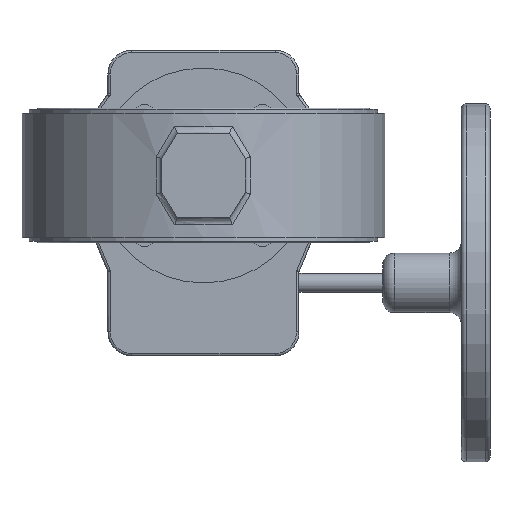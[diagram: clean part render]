
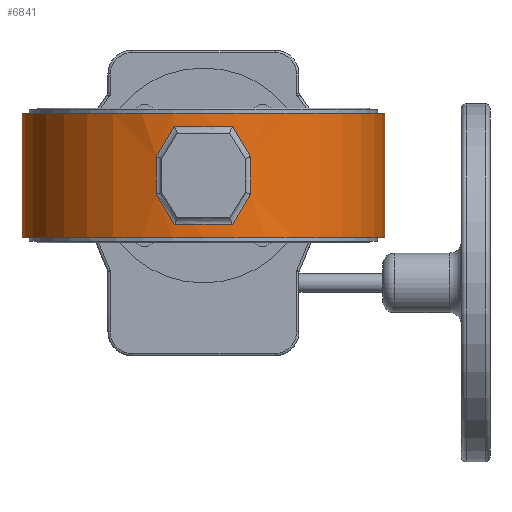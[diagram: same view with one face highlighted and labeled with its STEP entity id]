
A CAD part, front view. The second image highlights one B-rep face of the part: STEP entity #6841.
In plain terms, the highlighted cylindrical face has radius 76 mm (diameter 152 mm), a partial arc.
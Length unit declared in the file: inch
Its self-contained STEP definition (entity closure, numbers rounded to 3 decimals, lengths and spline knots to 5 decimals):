
#250 = CARTESIAN_POINT ( 'NONE',  ( 2.19493, 0.54345, 4.09606 ) ) ;
#254 = EDGE_CURVE ( 'NONE', #15983, #23739, #7818, .T. ) ;
#354 = CARTESIAN_POINT ( 'NONE',  ( -0.11853, 3.45935, 2.59965 ) ) ;
#857 = EDGE_CURVE ( 'NONE', #20387, #6859, #18673, .T. ) ;
#870 = VERTEX_POINT ( 'NONE', #9223 ) ;
#1000 = ORIENTED_EDGE ( 'NONE', *, *, #19151, .T. ) ;
#1209 = AXIS2_PLACEMENT_3D ( 'NONE', #18384, #2066, #12556 ) ;
#1324 = DIRECTION ( 'NONE',  ( -1., 0., 0. ) ) ;
#1587 = DIRECTION ( 'NONE',  ( 0., 0., -1. ) ) ;
#1808 = CARTESIAN_POINT ( 'NONE',  ( -0.11853, 3.45935, 4.64626 ) ) ;
#1879 = CARTESIAN_POINT ( 'NONE',  ( 2.09716, 0.56972, 3.31402 ) ) ;
#1916 = CARTESIAN_POINT ( 'NONE',  ( 2.2939, 0.52218, 4.26225 ) ) ;
#1933 = DIRECTION ( 'NONE',  ( 0., 0., 1. ) ) ;
#2066 = DIRECTION ( 'NONE',  ( 0., 0., -1. ) ) ;
#2590 = EDGE_CURVE ( 'NONE', #17063, #10503, #20328, .T. ) ;
#3311 = DIRECTION ( 'NONE',  ( -1., 0., 0. ) ) ;
#3572 = VECTOR ( 'NONE', #4783, 39.37008 ) ;
#3740 = EDGE_CURVE ( 'NONE', #12659, #17063, #13592, .T. ) ;
#3862 = VERTEX_POINT ( 'NONE', #10820 ) ;
#4559 = CIRCLE ( 'NONE', #5713, 2.99213 ) ;
#4704 = CIRCLE ( 'NONE', #10076, 2.99213 ) ;
#4783 = DIRECTION ( 'NONE',  ( 0., 0., -1. ) ) ;
#4956 = CARTESIAN_POINT ( 'NONE',  ( 3.55226, 0.54345, 4.09606 ) ) ;
#5317 = CARTESIAN_POINT ( 'NONE',  ( 2.8736, 3.45935, 4.64626 ) ) ;
#5358 =( BOUNDED_CURVE ( )  B_SPLINE_CURVE ( 3, ( #12377, #14533, #23414, #17884 ),
 .UNSPECIFIED., .F., .T. ) 
 B_SPLINE_CURVE_WITH_KNOTS ( ( 4, 4 ),
 ( 4.44989, 4.55135 ),
 .UNSPECIFIED. ) 
 CURVE ( )  GEOMETRIC_REPRESENTATION_ITEM ( )  RATIONAL_B_SPLINE_CURVE ( ( 1., 0.999, 0.999, 1. ) ) 
 REPRESENTATION_ITEM ( '' )  );
#5676 = EDGE_CURVE ( 'NONE', #13440, #20387, #4704, .T. ) ;
#5713 = AXIS2_PLACEMENT_3D ( 'NONE', #9060, #14580, #3311 ) ;
#5798 = ORIENTED_EDGE ( 'NONE', *, *, #254, .F. ) ;
#5847 = CARTESIAN_POINT ( 'NONE',  ( 2.2939, 0.52218, 2.98366 ) ) ;
#5854 = DIRECTION ( 'NONE',  ( 0., 0., -1. ) ) ;
#6841 = ADVANCED_FACE ( 'NONE', ( #21766, #18036 ), #9268, .T. ) ;
#6859 = VERTEX_POINT ( 'NONE', #18869 ) ;
#7264 = LINE ( 'NONE', #18055, #14132 ) ;
#7407 = AXIS2_PLACEMENT_3D ( 'NONE', #5317, #1933, #16460 ) ;
#7686 = CARTESIAN_POINT ( 'NONE',  ( 2.39383, 0.50594, 4.43004 ) ) ;
#7818 = CIRCLE ( 'NONE', #7407, 2.99213 ) ;
#8209 = VERTEX_POINT ( 'NONE', #21509 ) ;
#8505 = LINE ( 'NONE', #19265, #10305 ) ;
#8561 = CARTESIAN_POINT ( 'NONE',  ( 2.8736, 3.45935, 4.43004 ) ) ;
#8691 = DIRECTION ( 'NONE',  ( 1., 0., 0. ) ) ;
#8858 = ORIENTED_EDGE ( 'NONE', *, *, #15047, .T. ) ;
#9060 = CARTESIAN_POINT ( 'NONE',  ( 2.8736, 3.45935, 2.59965 ) ) ;
#9192 = ORIENTED_EDGE ( 'NONE', *, *, #857, .T. ) ;
#9223 = CARTESIAN_POINT ( 'NONE',  ( 5.86572, 3.45935, 2.59965 ) ) ;
#9268 = CYLINDRICAL_SURFACE ( 'NONE', #1209, 2.99213 ) ;
#9324 = CARTESIAN_POINT ( 'NONE',  ( 2.19493, 0.54345, 3.14986 ) ) ;
#9654 = EDGE_LOOP ( 'NONE', ( #1000, #15818, #18915, #16099, #23730, #21912, #19439, #9192 ) ) ;
#9699 = LINE ( 'NONE', #17003, #13234 ) ;
#10076 = AXIS2_PLACEMENT_3D ( 'NONE', #12165, #23431, #1324 ) ;
#10305 = VECTOR ( 'NONE', #19510, 39.37008 ) ;
#10503 = VERTEX_POINT ( 'NONE', #23503 ) ;
#10811 = CARTESIAN_POINT ( 'NONE',  ( 2.39383, 0.50594, 2.81587 ) ) ;
#10820 = CARTESIAN_POINT ( 'NONE',  ( 2.09716, 0.56972, 3.93189 ) ) ;
#12069 = CARTESIAN_POINT ( 'NONE',  ( 3.35336, 0.50594, 2.81587 ) ) ;
#12135 = EDGE_CURVE ( 'NONE', #3862, #12659, #22039, .T. ) ;
#12165 = CARTESIAN_POINT ( 'NONE',  ( 2.8736, 3.45935, 2.81587 ) ) ;
#12274 = CARTESIAN_POINT ( 'NONE',  ( 3.35336, 0.50594, 4.43004 ) ) ;
#12282 = CARTESIAN_POINT ( 'NONE',  ( 3.65003, 0.56972, 3.93189 ) ) ;
#12377 = CARTESIAN_POINT ( 'NONE',  ( 3.65003, 0.56972, 3.31402 ) ) ;
#12434 = EDGE_CURVE ( 'NONE', #23739, #870, #9699, .T. ) ;
#12556 = DIRECTION ( 'NONE',  ( -1., 0., 0. ) ) ;
#12659 = VERTEX_POINT ( 'NONE', #15067 ) ;
#13196 = CARTESIAN_POINT ( 'NONE',  ( 2.39383, 0.50594, 2.81587 ) ) ;
#13234 = VECTOR ( 'NONE', #5854, 39.37008 ) ;
#13440 = VERTEX_POINT ( 'NONE', #12069 ) ;
#13592 = CIRCLE ( 'NONE', #15846, 2.99213 ) ;
#14132 = VECTOR ( 'NONE', #1587, 39.37008 ) ;
#14533 = CARTESIAN_POINT ( 'NONE',  ( 3.55226, 0.54345, 3.14986 ) ) ;
#14563 = CARTESIAN_POINT ( 'NONE',  ( 5.86572, 3.45935, 4.64626 ) ) ;
#14580 = DIRECTION ( 'NONE',  ( 0., 0., -1. ) ) ;
#14790 = VERTEX_POINT ( 'NONE', #354 ) ;
#15004 = CARTESIAN_POINT ( 'NONE',  ( 2.09716, 0.56972, 3.93189 ) ) ;
#15047 = EDGE_CURVE ( 'NONE', #15983, #14790, #15469, .T. ) ;
#15067 = CARTESIAN_POINT ( 'NONE',  ( 2.39383, 0.50594, 4.43004 ) ) ;
#15469 = LINE ( 'NONE', #22933, #3572 ) ;
#15818 = ORIENTED_EDGE ( 'NONE', *, *, #12135, .T. ) ;
#15846 = AXIS2_PLACEMENT_3D ( 'NONE', #8561, #21144, #8691 ) ;
#15983 = VERTEX_POINT ( 'NONE', #1808 ) ;
#16099 = ORIENTED_EDGE ( 'NONE', *, *, #2590, .T. ) ;
#16184 = EDGE_CURVE ( 'NONE', #8209, #13440, #5358, .T. ) ;
#16460 = DIRECTION ( 'NONE',  ( 1., 0., 0. ) ) ;
#17003 = CARTESIAN_POINT ( 'NONE',  ( 5.86572, 3.45935, 4.66626 ) ) ;
#17063 = VERTEX_POINT ( 'NONE', #12274 ) ;
#17333 = EDGE_LOOP ( 'NONE', ( #18789, #5798, #8858, #18193 ) ) ;
#17884 = CARTESIAN_POINT ( 'NONE',  ( 3.35336, 0.50594, 2.81587 ) ) ;
#18036 = FACE_BOUND ( 'NONE', #9654, .T. ) ;
#18055 = CARTESIAN_POINT ( 'NONE',  ( 3.65003, 0.56972, 4.66626 ) ) ;
#18193 = ORIENTED_EDGE ( 'NONE', *, *, #19444, .F. ) ;
#18384 = CARTESIAN_POINT ( 'NONE',  ( 2.8736, 3.45935, 4.66626 ) ) ;
#18673 =( BOUNDED_CURVE ( )  B_SPLINE_CURVE ( 3, ( #13196, #5847, #9324, #1879 ),
 .UNSPECIFIED., .F., .T. ) 
 B_SPLINE_CURVE_WITH_KNOTS ( ( 4, 4 ),
 ( 1.73183, 1.83329 ),
 .UNSPECIFIED. ) 
 CURVE ( )  GEOMETRIC_REPRESENTATION_ITEM ( )  RATIONAL_B_SPLINE_CURVE ( ( 1., 0.999, 0.999, 1. ) ) 
 REPRESENTATION_ITEM ( '' )  );
#18789 = ORIENTED_EDGE ( 'NONE', *, *, #12434, .F. ) ;
#18869 = CARTESIAN_POINT ( 'NONE',  ( 2.09716, 0.56972, 3.31402 ) ) ;
#18915 = ORIENTED_EDGE ( 'NONE', *, *, #3740, .T. ) ;
#19151 = EDGE_CURVE ( 'NONE', #6859, #3862, #8505, .T. ) ;
#19265 = CARTESIAN_POINT ( 'NONE',  ( 2.09716, 0.56972, 4.66626 ) ) ;
#19439 = ORIENTED_EDGE ( 'NONE', *, *, #5676, .T. ) ;
#19444 = EDGE_CURVE ( 'NONE', #870, #14790, #4559, .T. ) ;
#19510 = DIRECTION ( 'NONE',  ( 0., 0., 1. ) ) ;
#19563 = CARTESIAN_POINT ( 'NONE',  ( 3.45329, 0.52218, 4.26225 ) ) ;
#20328 =( BOUNDED_CURVE ( )  B_SPLINE_CURVE ( 3, ( #23074, #19563, #4956, #12282 ),
 .UNSPECIFIED., .F., .F. ) 
 B_SPLINE_CURVE_WITH_KNOTS ( ( 4, 4 ),
 ( 4.87343, 4.97489 ),
 .UNSPECIFIED. ) 
 CURVE ( )  GEOMETRIC_REPRESENTATION_ITEM ( )  RATIONAL_B_SPLINE_CURVE ( ( 1., 0.999, 0.999, 1. ) ) 
 REPRESENTATION_ITEM ( '' )  );
#20387 = VERTEX_POINT ( 'NONE', #10811 ) ;
#21144 = DIRECTION ( 'NONE',  ( 0., 0., 1. ) ) ;
#21509 = CARTESIAN_POINT ( 'NONE',  ( 3.65003, 0.56972, 3.31402 ) ) ;
#21766 = FACE_OUTER_BOUND ( 'NONE', #17333, .T. ) ;
#21912 = ORIENTED_EDGE ( 'NONE', *, *, #16184, .T. ) ;
#22039 =( BOUNDED_CURVE ( )  B_SPLINE_CURVE ( 3, ( #15004, #250, #1916, #7686 ),
 .UNSPECIFIED., .F., .F. ) 
 B_SPLINE_CURVE_WITH_KNOTS ( ( 4, 4 ),
 ( 1.3083, 1.40976 ),
 .UNSPECIFIED. ) 
 CURVE ( )  GEOMETRIC_REPRESENTATION_ITEM ( )  RATIONAL_B_SPLINE_CURVE ( ( 1., 0.999, 0.999, 1. ) ) 
 REPRESENTATION_ITEM ( '' )  );
#22933 = CARTESIAN_POINT ( 'NONE',  ( -0.11853, 3.45935, 4.66626 ) ) ;
#23074 = CARTESIAN_POINT ( 'NONE',  ( 3.35336, 0.50594, 4.43004 ) ) ;
#23414 = CARTESIAN_POINT ( 'NONE',  ( 3.45329, 0.52218, 2.98366 ) ) ;
#23431 = DIRECTION ( 'NONE',  ( 0., 0., -1. ) ) ;
#23503 = CARTESIAN_POINT ( 'NONE',  ( 3.65003, 0.56972, 3.93189 ) ) ;
#23571 = EDGE_CURVE ( 'NONE', #10503, #8209, #7264, .T. ) ;
#23730 = ORIENTED_EDGE ( 'NONE', *, *, #23571, .T. ) ;
#23739 = VERTEX_POINT ( 'NONE', #14563 ) ;
